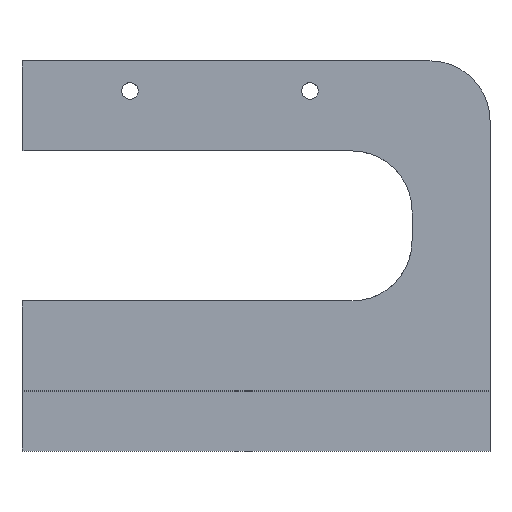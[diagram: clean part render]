
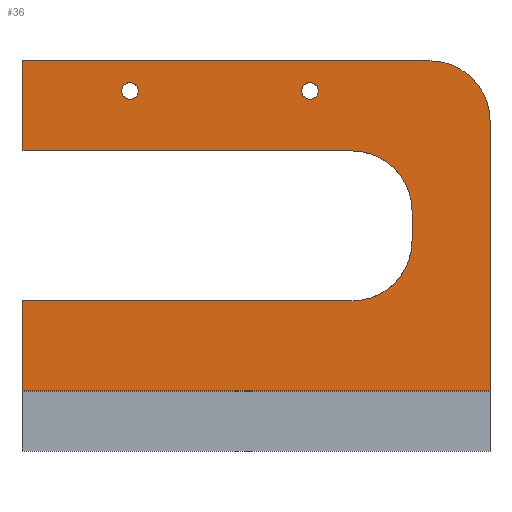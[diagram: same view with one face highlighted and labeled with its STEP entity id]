
A CAD part, top view. The second image highlights one B-rep face of the part: STEP entity #36.
In plain terms, the highlighted planar face has unit normal (0, 0, 1).
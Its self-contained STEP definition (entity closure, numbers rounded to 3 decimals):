
#16=FACE_BOUND('',#87,.T.);
#17=FACE_BOUND('',#88,.T.);
#36=ADVANCED_FACE('',(#60,#16,#17),#403,.T.);
#60=FACE_OUTER_BOUND('',#86,.T.);
#86=EDGE_LOOP('',(#181,#182,#183,#184,#185,#186,#187,#188,#189,#190,#191));
#87=EDGE_LOOP('',(#192,#193));
#88=EDGE_LOOP('',(#194,#195));
#181=ORIENTED_EDGE('',*,*,#259,.T.);
#182=ORIENTED_EDGE('',*,*,#225,.T.);
#183=ORIENTED_EDGE('',*,*,#233,.F.);
#184=ORIENTED_EDGE('',*,*,#238,.T.);
#185=ORIENTED_EDGE('',*,*,#234,.F.);
#186=ORIENTED_EDGE('',*,*,#237,.T.);
#187=ORIENTED_EDGE('',*,*,#232,.T.);
#188=ORIENTED_EDGE('',*,*,#226,.T.);
#189=ORIENTED_EDGE('',*,*,#266,.T.);
#190=ORIENTED_EDGE('',*,*,#267,.T.);
#191=ORIENTED_EDGE('',*,*,#263,.T.);
#192=ORIENTED_EDGE('',*,*,#269,.T.);
#193=ORIENTED_EDGE('',*,*,#276,.T.);
#194=ORIENTED_EDGE('',*,*,#272,.T.);
#195=ORIENTED_EDGE('',*,*,#279,.T.);
#225=EDGE_CURVE('',#351,#349,#316,.T.);
#226=EDGE_CURVE('',#346,#347,#317,.T.);
#232=EDGE_CURVE('',#352,#346,#323,.T.);
#233=EDGE_CURVE('',#353,#349,#324,.T.);
#234=EDGE_CURVE('',#355,#354,#325,.T.);
#237=EDGE_CURVE('',#355,#352,#280,.T.);
#238=EDGE_CURVE('',#353,#354,#281,.T.);
#259=EDGE_CURVE('',#369,#351,#335,.T.);
#263=EDGE_CURVE('',#368,#369,#296,.T.);
#266=EDGE_CURVE('',#347,#372,#340,.T.);
#267=EDGE_CURVE('',#372,#368,#341,.T.);
#269=EDGE_CURVE('',#375,#378,#298,.T.);
#272=EDGE_CURVE('',#377,#380,#301,.T.);
#276=EDGE_CURVE('',#378,#375,#305,.T.);
#279=EDGE_CURVE('',#380,#377,#308,.T.);
#280=(
BOUNDED_CURVE()
B_SPLINE_CURVE(2,(#662,#663,#664),.UNSPECIFIED.,.F.,.F.)
B_SPLINE_CURVE_WITH_KNOTS((3,3),(-15.708,0.),.UNSPECIFIED.)
CURVE()
GEOMETRIC_REPRESENTATION_ITEM()
RATIONAL_B_SPLINE_CURVE((1.,0.707,1.))
REPRESENTATION_ITEM('')
);
#281=(
BOUNDED_CURVE()
B_SPLINE_CURVE(2,(#665,#666,#667),.UNSPECIFIED.,.F.,.F.)
B_SPLINE_CURVE_WITH_KNOTS((3,3),(0.,15.708),.UNSPECIFIED.)
CURVE()
GEOMETRIC_REPRESENTATION_ITEM()
RATIONAL_B_SPLINE_CURVE((1.,0.707,1.))
REPRESENTATION_ITEM('')
);
#296=(
BOUNDED_CURVE()
B_SPLINE_CURVE(2,(#727,#728,#729),.UNSPECIFIED.,.F.,.F.)
B_SPLINE_CURVE_WITH_KNOTS((3,3),(-15.708,0.),.UNSPECIFIED.)
CURVE()
GEOMETRIC_REPRESENTATION_ITEM()
RATIONAL_B_SPLINE_CURVE((1.,0.707,1.))
REPRESENTATION_ITEM('')
);
#298=(
BOUNDED_CURVE()
B_SPLINE_CURVE(2,(#743,#744,#745,#746,#747),.UNSPECIFIED.,.F.,.F.)
B_SPLINE_CURVE_WITH_KNOTS((3,2,3),(0.,2.199,4.398),
 .UNSPECIFIED.)
CURVE()
GEOMETRIC_REPRESENTATION_ITEM()
RATIONAL_B_SPLINE_CURVE((1.,0.707,1.,0.707,1.))
REPRESENTATION_ITEM('')
);
#301=(
BOUNDED_CURVE()
B_SPLINE_CURVE(2,(#755,#756,#757,#758,#759),.UNSPECIFIED.,.F.,.F.)
B_SPLINE_CURVE_WITH_KNOTS((3,2,3),(0.,2.199,4.398),
 .UNSPECIFIED.)
CURVE()
GEOMETRIC_REPRESENTATION_ITEM()
RATIONAL_B_SPLINE_CURVE((1.,0.707,1.,0.707,1.))
REPRESENTATION_ITEM('')
);
#305=(
BOUNDED_CURVE()
B_SPLINE_CURVE(2,(#769,#770,#771,#772,#773),.UNSPECIFIED.,.F.,.F.)
B_SPLINE_CURVE_WITH_KNOTS((3,2,3),(4.398,6.597,8.796),
 .UNSPECIFIED.)
CURVE()
GEOMETRIC_REPRESENTATION_ITEM()
RATIONAL_B_SPLINE_CURVE((1.,0.707,1.,0.707,1.))
REPRESENTATION_ITEM('')
);
#308=(
BOUNDED_CURVE()
B_SPLINE_CURVE(2,(#781,#782,#783,#784,#785),.UNSPECIFIED.,.F.,.F.)
B_SPLINE_CURVE_WITH_KNOTS((3,2,3),(4.398,6.597,8.796),
 .UNSPECIFIED.)
CURVE()
GEOMETRIC_REPRESENTATION_ITEM()
RATIONAL_B_SPLINE_CURVE((1.,0.707,1.,0.707,1.))
REPRESENTATION_ITEM('')
);
#316=B_SPLINE_CURVE_WITH_KNOTS('',1,(#638,#639),.UNSPECIFIED.,.F.,.F.,(2,
2),(-55.,-40.),.UNSPECIFIED.);
#317=B_SPLINE_CURVE_WITH_KNOTS('',1,(#640,#641),.UNSPECIFIED.,.F.,.F.,(2,
2),(-15.,0.),.UNSPECIFIED.);
#323=B_SPLINE_CURVE_WITH_KNOTS('',1,(#652,#653),.UNSPECIFIED.,.F.,.F.,(2,
2),(88.241,138.273),.UNSPECIFIED.);
#324=B_SPLINE_CURVE_WITH_KNOTS('',1,(#654,#655),.UNSPECIFIED.,.F.,.F.,(2,
2),(179.,234.),.UNSPECIFIED.);
#325=B_SPLINE_CURVE_WITH_KNOTS('',1,(#656,#657),.UNSPECIFIED.,.F.,.F.,(2,
2),(154.,159.),.UNSPECIFIED.);
#335=B_SPLINE_CURVE_WITH_KNOTS('',1,(#718,#719),.UNSPECIFIED.,.F.,.F.,(2,
2),(112.,180.),.UNSPECIFIED.);
#340=B_SPLINE_CURVE_WITH_KNOTS('',1,(#734,#735),.UNSPECIFIED.,.F.,.F.,(2,
2),(0.,78.),.UNSPECIFIED.);
#341=B_SPLINE_CURVE_WITH_KNOTS('',1,(#736,#737),.UNSPECIFIED.,.F.,.F.,(2,
2),(0.,45.),.UNSPECIFIED.);
#346=VERTEX_POINT('',#588);
#347=VERTEX_POINT('',#589);
#349=VERTEX_POINT('',#591);
#351=VERTEX_POINT('',#593);
#352=VERTEX_POINT('',#594);
#353=VERTEX_POINT('',#595);
#354=VERTEX_POINT('',#596);
#355=VERTEX_POINT('',#597);
#368=VERTEX_POINT('',#610);
#369=VERTEX_POINT('',#611);
#372=VERTEX_POINT('',#614);
#375=VERTEX_POINT('',#617);
#377=VERTEX_POINT('',#619);
#378=VERTEX_POINT('',#620);
#380=VERTEX_POINT('',#622);
#403=PLANE('',#509);
#509=AXIS2_PLACEMENT_3D('',#559,#534,$);
#534=DIRECTION('',(0.,0.,1.));
#559=CARTESIAN_POINT('',(4.2,0.,0.));
#588=CARTESIAN_POINT('',(12.,15.,0.));
#589=CARTESIAN_POINT('',(12.,0.,0.));
#591=CARTESIAN_POINT('',(12.,40.,0.));
#593=CARTESIAN_POINT('',(12.,55.,0.));
#594=CARTESIAN_POINT('',(67.,15.,0.));
#595=CARTESIAN_POINT('',(67.,40.,0.));
#596=CARTESIAN_POINT('',(77.,30.,0.));
#597=CARTESIAN_POINT('',(77.,25.,0.));
#610=CARTESIAN_POINT('',(90.,45.,0.));
#611=CARTESIAN_POINT('',(80.,55.,0.));
#614=CARTESIAN_POINT('',(90.,0.,0.));
#617=CARTESIAN_POINT('',(61.4,50.,0.));
#619=CARTESIAN_POINT('',(31.4,50.,0.));
#620=CARTESIAN_POINT('',(58.6,50.,0.));
#622=CARTESIAN_POINT('',(28.6,50.,0.));
#638=CARTESIAN_POINT('',(12.,55.,0.));
#639=CARTESIAN_POINT('',(12.,40.,0.));
#640=CARTESIAN_POINT('',(12.,15.,0.));
#641=CARTESIAN_POINT('',(12.,0.,0.));
#652=CARTESIAN_POINT('',(67.,15.,0.));
#653=CARTESIAN_POINT('',(12.,15.,0.));
#654=CARTESIAN_POINT('',(67.,40.,0.));
#655=CARTESIAN_POINT('',(12.,40.,0.));
#656=CARTESIAN_POINT('',(77.,25.,0.));
#657=CARTESIAN_POINT('',(77.,30.,0.));
#662=CARTESIAN_POINT('',(77.,25.,0.));
#663=CARTESIAN_POINT('',(77.,15.,0.));
#664=CARTESIAN_POINT('',(67.,15.,0.));
#665=CARTESIAN_POINT('',(67.,40.,0.));
#666=CARTESIAN_POINT('',(77.,40.,0.));
#667=CARTESIAN_POINT('',(77.,30.,0.));
#718=CARTESIAN_POINT('',(80.,55.,0.));
#719=CARTESIAN_POINT('',(12.,55.,0.));
#727=CARTESIAN_POINT('',(90.,45.,0.));
#728=CARTESIAN_POINT('',(90.,55.,0.));
#729=CARTESIAN_POINT('',(80.,55.,0.));
#734=CARTESIAN_POINT('',(12.,0.,0.));
#735=CARTESIAN_POINT('',(90.,0.,0.));
#736=CARTESIAN_POINT('',(90.,0.,0.));
#737=CARTESIAN_POINT('',(90.,45.,0.));
#743=CARTESIAN_POINT('',(61.4,50.,0.));
#744=CARTESIAN_POINT('',(61.4,48.6,0.));
#745=CARTESIAN_POINT('',(60.,48.6,0.));
#746=CARTESIAN_POINT('',(58.6,48.6,0.));
#747=CARTESIAN_POINT('',(58.6,50.,0.));
#755=CARTESIAN_POINT('',(31.4,50.,0.));
#756=CARTESIAN_POINT('',(31.4,48.6,0.));
#757=CARTESIAN_POINT('',(30.,48.6,0.));
#758=CARTESIAN_POINT('',(28.6,48.6,0.));
#759=CARTESIAN_POINT('',(28.6,50.,0.));
#769=CARTESIAN_POINT('',(58.6,50.,0.));
#770=CARTESIAN_POINT('',(58.6,51.4,0.));
#771=CARTESIAN_POINT('',(60.,51.4,0.));
#772=CARTESIAN_POINT('',(61.4,51.4,0.));
#773=CARTESIAN_POINT('',(61.4,50.,0.));
#781=CARTESIAN_POINT('',(28.6,50.,0.));
#782=CARTESIAN_POINT('',(28.6,51.4,0.));
#783=CARTESIAN_POINT('',(30.,51.4,0.));
#784=CARTESIAN_POINT('',(31.4,51.4,0.));
#785=CARTESIAN_POINT('',(31.4,50.,0.));
